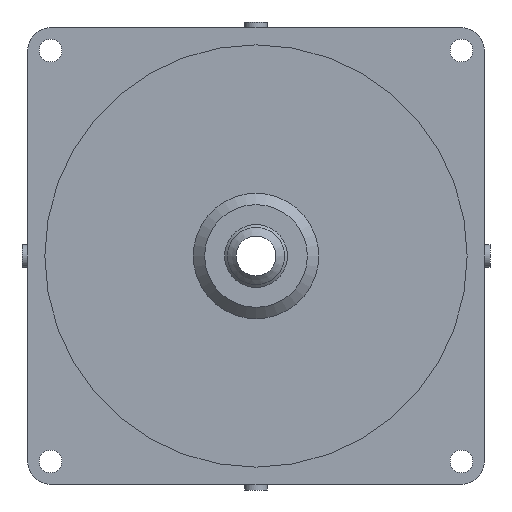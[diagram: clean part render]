
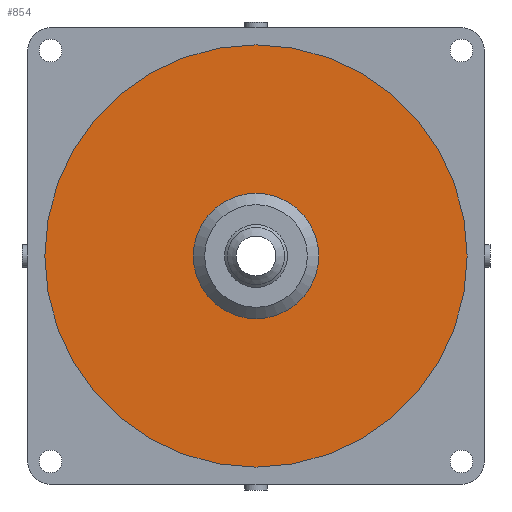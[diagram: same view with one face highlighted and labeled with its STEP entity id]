
A CAD part, front view. The second image highlights one B-rep face of the part: STEP entity #854.
In plain terms, the highlighted planar face has unit normal (0, -1, 0).
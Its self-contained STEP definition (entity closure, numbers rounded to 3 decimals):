
#30=PLANE('',#950);
#64=FACE_BOUND('',#155,.T.);
#93=FACE_OUTER_BOUND('',#154,.T.);
#154=EDGE_LOOP('',(#645));
#155=EDGE_LOOP('',(#646));
#320=CIRCLE('',#922,37.);
#335=CIRCLE('',#949,11.);
#394=VERTEX_POINT('',#1370);
#409=VERTEX_POINT('',#1423);
#473=EDGE_CURVE('',#394,#394,#320,.T.);
#499=EDGE_CURVE('',#409,#409,#335,.T.);
#645=ORIENTED_EDGE('',*,*,#473,.T.);
#646=ORIENTED_EDGE('',*,*,#499,.F.);
#854=ADVANCED_FACE('',(#93,#64),#30,.T.);
#922=AXIS2_PLACEMENT_3D('',#1372,#1063,#1064);
#949=AXIS2_PLACEMENT_3D('',#1425,#1128,#1129);
#950=AXIS2_PLACEMENT_3D('',#1426,#1130,#1131);
#1063=DIRECTION('center_axis',(0.,-1.,0.));
#1064=DIRECTION('ref_axis',(1.,0.,0.));
#1128=DIRECTION('center_axis',(0.,-1.,0.));
#1129=DIRECTION('ref_axis',(1.,0.,0.));
#1130=DIRECTION('center_axis',(0.,-1.,0.));
#1131=DIRECTION('ref_axis',(1.,0.,0.));
#1370=CARTESIAN_POINT('',(-37.,-3.,0.));
#1372=CARTESIAN_POINT('Origin',(0.,-3.,0.));
#1423=CARTESIAN_POINT('',(-11.,-3.,0.));
#1425=CARTESIAN_POINT('Origin',(0.,-3.,0.));
#1426=CARTESIAN_POINT('Origin',(0.,-3.,0.));
